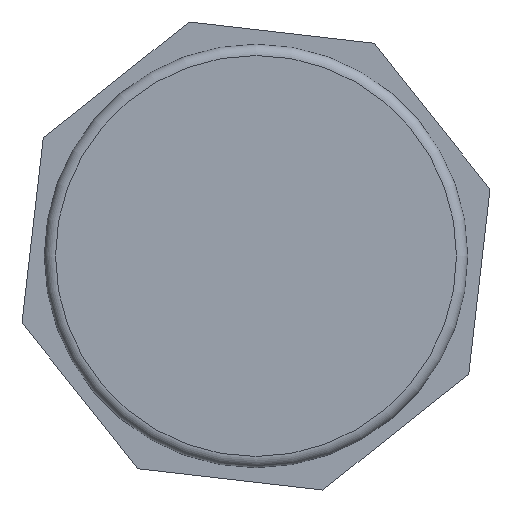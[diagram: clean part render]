
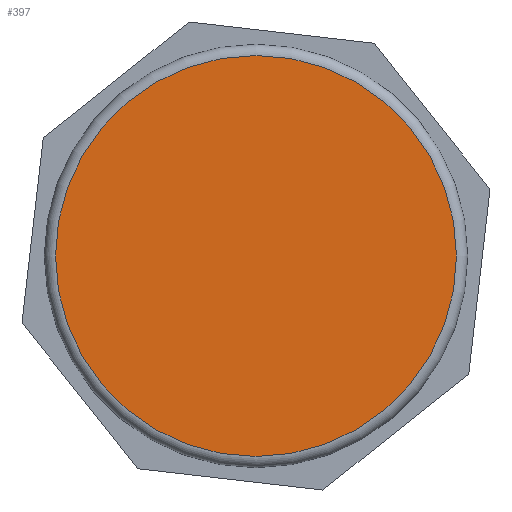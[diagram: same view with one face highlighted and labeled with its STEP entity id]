
A CAD part, left-side view. The second image highlights one B-rep face of the part: STEP entity #397.
In plain terms, the highlighted planar face has unit normal (-1, 0, 0).
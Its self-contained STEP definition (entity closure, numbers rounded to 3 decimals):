
#99=PLANE('',#430);
#125=FACE_OUTER_BOUND('',#153,.T.);
#153=EDGE_LOOP('',(#313));
#179=CIRCLE('',#429,53.515);
#205=VERTEX_POINT('',#589);
#251=EDGE_CURVE('',#205,#205,#179,.T.);
#313=ORIENTED_EDGE('',*,*,#251,.F.);
#397=ADVANCED_FACE('',(#125),#99,.T.);
#429=AXIS2_PLACEMENT_3D('',#590,#498,#499);
#430=AXIS2_PLACEMENT_3D('',#591,#500,#501);
#498=DIRECTION('center_axis',(1.,0.,0.));
#499=DIRECTION('ref_axis',(0.,1.,0.));
#500=DIRECTION('center_axis',(-1.,0.,0.));
#501=DIRECTION('ref_axis',(0.,0.,1.));
#589=CARTESIAN_POINT('',(0.,-53.515,0.));
#590=CARTESIAN_POINT('Origin',(0.,0.,0.));
#591=CARTESIAN_POINT('Origin',(0.,0.,0.));
